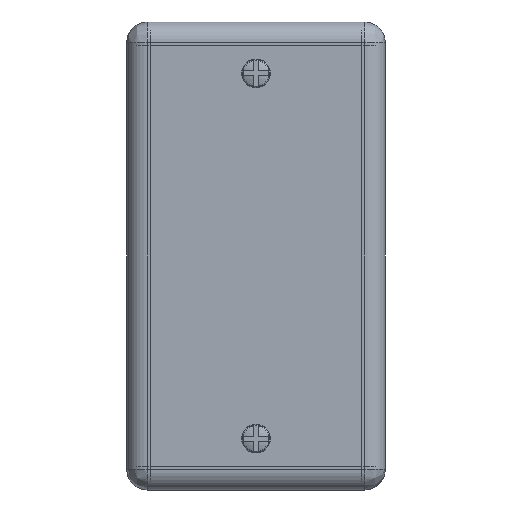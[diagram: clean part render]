
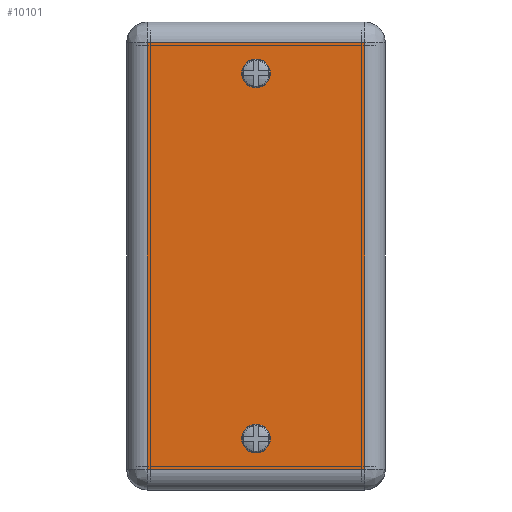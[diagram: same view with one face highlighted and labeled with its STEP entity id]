
A CAD part, left-side view. The second image highlights one B-rep face of the part: STEP entity #10101.
In plain terms, the highlighted planar face has unit normal (-1, 0, 0).
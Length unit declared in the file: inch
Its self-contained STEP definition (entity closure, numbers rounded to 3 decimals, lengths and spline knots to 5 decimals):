
#40 = ORIENTED_EDGE ( 'NONE', *, *, #3074, .T. ) ;
#554 = DIRECTION ( 'NONE',  ( -1., 0., 0. ) ) ;
#664 = ORIENTED_EDGE ( 'NONE', *, *, #5598, .T. ) ;
#728 = AXIS2_PLACEMENT_3D ( 'NONE', #2244, #5017, #10208 ) ;
#1085 = VERTEX_POINT ( 'NONE', #5608 ) ;
#1097 = DIRECTION ( 'NONE',  ( 0., -1., 0. ) ) ;
#1142 = DIRECTION ( 'NONE',  ( 0., 0., 1. ) ) ;
#1155 = CARTESIAN_POINT ( 'NONE',  ( -2.735, 0.9725, 2.12 ) ) ;
#1241 = VERTEX_POINT ( 'NONE', #9373 ) ;
#1729 = DIRECTION ( 'NONE',  ( 0., 0., 1. ) ) ;
#2058 = CARTESIAN_POINT ( 'NONE',  ( -2.735, -0.12436, 1.66 ) ) ;
#2244 = CARTESIAN_POINT ( 'NONE',  ( -2.735, 0., 1.66 ) ) ;
#2853 = VERTEX_POINT ( 'NONE', #7350 ) ;
#2931 = CIRCLE ( 'NONE', #3860, 0.12436 ) ;
#2932 = LINE ( 'NONE', #6630, #4026 ) ;
#3035 = EDGE_CURVE ( 'NONE', #4843, #1085, #2932, .T. ) ;
#3074 = EDGE_CURVE ( 'NONE', #10880, #4644, #10624, .T. ) ;
#3443 = EDGE_LOOP ( 'NONE', ( #6638, #664, #5675, #10492 ) ) ;
#3451 = DIRECTION ( 'NONE',  ( 0., 0., 1. ) ) ;
#3511 = EDGE_CURVE ( 'NONE', #4644, #10880, #2931, .T. ) ;
#3531 = CIRCLE ( 'NONE', #10675, 0.12436 ) ;
#3860 = AXIS2_PLACEMENT_3D ( 'NONE', #6675, #10276, #1142 ) ;
#4026 = VECTOR ( 'NONE', #1097, 39.37008 ) ;
#4223 = EDGE_CURVE ( 'NONE', #2853, #4843, #6751, .T. ) ;
#4326 = LINE ( 'NONE', #7923, #11677 ) ;
#4517 = ORIENTED_EDGE ( 'NONE', *, *, #3511, .T. ) ;
#4644 = VERTEX_POINT ( 'NONE', #8276 ) ;
#4843 = VERTEX_POINT ( 'NONE', #11454 ) ;
#4906 = EDGE_LOOP ( 'NONE', ( #5409, #10356 ) ) ;
#4942 = DIRECTION ( 'NONE',  ( 0., 0., 1. ) ) ;
#5017 = DIRECTION ( 'NONE',  ( 1., 0., 0. ) ) ;
#5409 = ORIENTED_EDGE ( 'NONE', *, *, #9238, .T. ) ;
#5598 = EDGE_CURVE ( 'NONE', #1085, #8751, #4326, .T. ) ;
#5608 = CARTESIAN_POINT ( 'NONE',  ( -2.735, -0.9725, -1.885 ) ) ;
#5675 = ORIENTED_EDGE ( 'NONE', *, *, #7647, .T. ) ;
#5709 = VECTOR ( 'NONE', #11252, 39.37008 ) ;
#5823 = DIRECTION ( 'NONE',  ( 1., 0., 0. ) ) ;
#6575 = DIRECTION ( 'NONE',  ( 0., 0., 1. ) ) ;
#6592 = EDGE_CURVE ( 'NONE', #1241, #9538, #3531, .T. ) ;
#6630 = CARTESIAN_POINT ( 'NONE',  ( -2.735, 0., -1.885 ) ) ;
#6638 = ORIENTED_EDGE ( 'NONE', *, *, #3035, .T. ) ;
#6651 = LINE ( 'NONE', #7587, #5709 ) ;
#6675 = CARTESIAN_POINT ( 'NONE',  ( -2.735, 0., -1.61 ) ) ;
#6715 = EDGE_LOOP ( 'NONE', ( #4517, #40 ) ) ;
#6751 = LINE ( 'NONE', #1155, #11508 ) ;
#6812 = CARTESIAN_POINT ( 'NONE',  ( -2.735, 0., 2.12 ) ) ;
#7350 = CARTESIAN_POINT ( 'NONE',  ( -2.735, 0.9725, 1.935 ) ) ;
#7456 = CARTESIAN_POINT ( 'NONE',  ( -2.735, 0., -1.61 ) ) ;
#7587 = CARTESIAN_POINT ( 'NONE',  ( -2.735, 0., 1.935 ) ) ;
#7647 = EDGE_CURVE ( 'NONE', #8751, #2853, #6651, .T. ) ;
#7750 = FACE_BOUND ( 'NONE', #6715, .T. ) ;
#7880 = AXIS2_PLACEMENT_3D ( 'NONE', #6812, #554, #1729 ) ;
#7923 = CARTESIAN_POINT ( 'NONE',  ( -2.735, -0.9725, 2.12 ) ) ;
#8099 = FACE_BOUND ( 'NONE', #4906, .T. ) ;
#8276 = CARTESIAN_POINT ( 'NONE',  ( -2.735, -0.12436, -1.61 ) ) ;
#8751 = VERTEX_POINT ( 'NONE', #10936 ) ;
#9238 = EDGE_CURVE ( 'NONE', #9538, #1241, #10522, .T. ) ;
#9373 = CARTESIAN_POINT ( 'NONE',  ( -2.735, 0.12436, 1.66 ) ) ;
#9538 = VERTEX_POINT ( 'NONE', #2058 ) ;
#9809 = PLANE ( 'NONE',  #7880 ) ;
#10101 = ADVANCED_FACE ( 'NONE', ( #8099, #7750, #11641 ), #9809, .T. ) ;
#10131 = CARTESIAN_POINT ( 'NONE',  ( -2.735, 0., 1.66 ) ) ;
#10208 = DIRECTION ( 'NONE',  ( 0., 0., 1. ) ) ;
#10276 = DIRECTION ( 'NONE',  ( 1., 0., 0. ) ) ;
#10356 = ORIENTED_EDGE ( 'NONE', *, *, #6592, .T. ) ;
#10492 = ORIENTED_EDGE ( 'NONE', *, *, #4223, .T. ) ;
#10522 = CIRCLE ( 'NONE', #728, 0.12436 ) ;
#10604 = CARTESIAN_POINT ( 'NONE',  ( -2.735, 0.12436, -1.61 ) ) ;
#10624 = CIRCLE ( 'NONE', #11571, 0.12436 ) ;
#10675 = AXIS2_PLACEMENT_3D ( 'NONE', #10131, #5823, #4942 ) ;
#10880 = VERTEX_POINT ( 'NONE', #10604 ) ;
#10936 = CARTESIAN_POINT ( 'NONE',  ( -2.735, -0.9725, 1.935 ) ) ;
#11062 = DIRECTION ( 'NONE',  ( 1., 0., 0. ) ) ;
#11121 = DIRECTION ( 'NONE',  ( 0., 0., -1. ) ) ;
#11252 = DIRECTION ( 'NONE',  ( 0., 1., 0. ) ) ;
#11454 = CARTESIAN_POINT ( 'NONE',  ( -2.735, 0.9725, -1.885 ) ) ;
#11508 = VECTOR ( 'NONE', #11121, 39.37008 ) ;
#11571 = AXIS2_PLACEMENT_3D ( 'NONE', #7456, #11062, #6575 ) ;
#11641 = FACE_OUTER_BOUND ( 'NONE', #3443, .T. ) ;
#11677 = VECTOR ( 'NONE', #3451, 39.37008 ) ;
